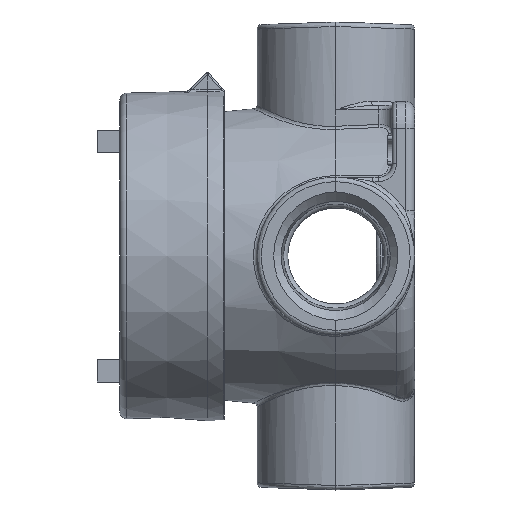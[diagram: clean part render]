
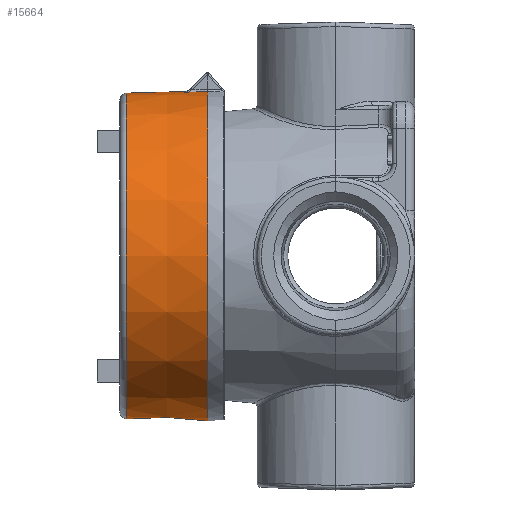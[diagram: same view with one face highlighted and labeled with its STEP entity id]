
A CAD part, left-side view. The second image highlights one B-rep face of the part: STEP entity #15664.
In plain terms, the highlighted conical face has half-angle 1.5 degrees and reference radius 58.214 mm.
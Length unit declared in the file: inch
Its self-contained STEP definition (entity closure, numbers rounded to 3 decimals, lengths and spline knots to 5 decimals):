
#625=CONICAL_SURFACE('',#16729,2.29188,0.026);
#1439=B_SPLINE_CURVE_WITH_KNOTS('',3,(#60125,#60126,#60127,#60128,#60129,
#60130,#60131,#60132,#60133,#60134),.UNSPECIFIED.,.F.,.F.,(4,2,2,2,4),(0.,
0.25,0.5,0.75,1.),.UNSPECIFIED.);
#1440=B_SPLINE_CURVE_WITH_KNOTS('',3,(#60136,#60137,#60138,#60139),
 .UNSPECIFIED.,.F.,.F.,(4,4),(0.,1.),.UNSPECIFIED.);
#1441=B_SPLINE_CURVE_WITH_KNOTS('',3,(#60147,#60148,#60149,#60150),
 .UNSPECIFIED.,.F.,.F.,(4,4),(0.,1.),.UNSPECIFIED.);
#2731=LINE('',#60143,#4039);
#4039=VECTOR('',#19983,2.29188);
#5010=FACE_OUTER_BOUND('',#5953,.T.);
#5953=EDGE_LOOP('',(#14505,#14506,#14507,#14508,#14509,#14510,#14511,#14512));
#6328=CIRCLE('',#16730,2.29188);
#6329=CIRCLE('',#16731,2.26235);
#6330=CIRCLE('',#16732,2.29188);
#7767=VERTEX_POINT('',#60123);
#7768=VERTEX_POINT('',#60124);
#7769=VERTEX_POINT('',#60135);
#7770=VERTEX_POINT('',#60140);
#7771=VERTEX_POINT('',#60142);
#7772=VERTEX_POINT('',#60145);
#10025=EDGE_CURVE('',#7767,#7768,#1439,.T.);
#10026=EDGE_CURVE('',#7768,#7769,#1440,.T.);
#10027=EDGE_CURVE('',#7769,#7770,#6328,.F.);
#10028=EDGE_CURVE('',#7770,#7771,#2731,.T.);
#10029=EDGE_CURVE('',#7771,#7771,#6329,.T.);
#10030=EDGE_CURVE('',#7770,#7772,#6330,.F.);
#10031=EDGE_CURVE('',#7772,#7767,#1441,.T.);
#14505=ORIENTED_EDGE('',*,*,#10025,.T.);
#14506=ORIENTED_EDGE('',*,*,#10026,.T.);
#14507=ORIENTED_EDGE('',*,*,#10027,.T.);
#14508=ORIENTED_EDGE('',*,*,#10028,.T.);
#14509=ORIENTED_EDGE('',*,*,#10029,.T.);
#14510=ORIENTED_EDGE('',*,*,#10028,.F.);
#14511=ORIENTED_EDGE('',*,*,#10030,.T.);
#14512=ORIENTED_EDGE('',*,*,#10031,.T.);
#15664=ADVANCED_FACE('',(#5010),#625,.T.);
#16729=AXIS2_PLACEMENT_3D('',#60122,#19979,#19980);
#16730=AXIS2_PLACEMENT_3D('',#60141,#19981,#19982);
#16731=AXIS2_PLACEMENT_3D('',#60144,#19984,#19985);
#16732=AXIS2_PLACEMENT_3D('',#60146,#19986,#19987);
#19979=DIRECTION('center_axis',(0.,0.,-1.));
#19980=DIRECTION('ref_axis',(1.,0.,0.));
#19981=DIRECTION('center_axis',(0.,0.,-1.));
#19982=DIRECTION('ref_axis',(0.094,-0.996,0.));
#19983=DIRECTION('',(0.026,0.,1.));
#19984=DIRECTION('center_axis',(0.,0.,-1.));
#19985=DIRECTION('ref_axis',(-1.,0.,0.));
#19986=DIRECTION('center_axis',(0.,0.,-1.));
#19987=DIRECTION('ref_axis',(0.094,-0.996,0.));
#60122=CARTESIAN_POINT('Origin',(0.,0.,0.25));
#60123=CARTESIAN_POINT('',(-0.20732,-2.27386,0.57789));
#60124=CARTESIAN_POINT('',(0.20732,-2.27386,0.57789));
#60125=CARTESIAN_POINT('Ctrl Pts',(-0.20732,-2.27386,
0.57789));
#60126=CARTESIAN_POINT('Ctrl Pts',(-0.17295,-2.27708,
0.57453));
#60127=CARTESIAN_POINT('Ctrl Pts',(-0.13826,-2.27952,
0.57199));
#60128=CARTESIAN_POINT('Ctrl Pts',(-0.06895,-2.28275,
0.56862));
#60129=CARTESIAN_POINT('Ctrl Pts',(-0.03423,-2.28356,
0.56778));
#60130=CARTESIAN_POINT('Ctrl Pts',(0.03531,-2.28355,
0.56779));
#60131=CARTESIAN_POINT('Ctrl Pts',(0.07008,-2.28272,
0.56866));
#60132=CARTESIAN_POINT('Ctrl Pts',(0.13902,-2.27947,
0.57204));
#60133=CARTESIAN_POINT('Ctrl Pts',(0.17327,-2.27705,
0.57457));
#60134=CARTESIAN_POINT('Ctrl Pts',(0.20732,-2.27386,
0.57789));
#60135=CARTESIAN_POINT('',(0.2158,-2.28169,0.25));
#60136=CARTESIAN_POINT('Ctrl Pts',(0.20732,-2.27386,
0.57789));
#60137=CARTESIAN_POINT('Ctrl Pts',(0.21014,-2.27647,
0.4686));
#60138=CARTESIAN_POINT('Ctrl Pts',(0.21297,-2.27909,
0.3593));
#60139=CARTESIAN_POINT('Ctrl Pts',(0.2158,-2.28169,
0.25));
#60140=CARTESIAN_POINT('',(-2.29188,0.,0.25));
#60141=CARTESIAN_POINT('Origin',(0.,0.,
0.25));
#60142=CARTESIAN_POINT('',(-2.26235,0.,1.37745));
#60143=CARTESIAN_POINT('',(-2.29188,0.,0.25));
#60144=CARTESIAN_POINT('Origin',(0.,0.,1.37745));
#60145=CARTESIAN_POINT('',(-0.2158,-2.28169,0.25));
#60146=CARTESIAN_POINT('Origin',(0.,0.,
0.25));
#60147=CARTESIAN_POINT('Ctrl Pts',(-0.2158,-2.28169,
0.25));
#60148=CARTESIAN_POINT('Ctrl Pts',(-0.21297,-2.27909,
0.3593));
#60149=CARTESIAN_POINT('Ctrl Pts',(-0.21014,-2.27647,
0.4686));
#60150=CARTESIAN_POINT('Ctrl Pts',(-0.20732,-2.27386,
0.57789));
